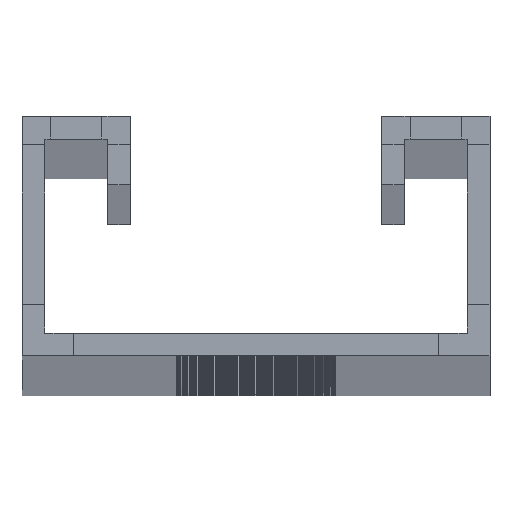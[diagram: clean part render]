
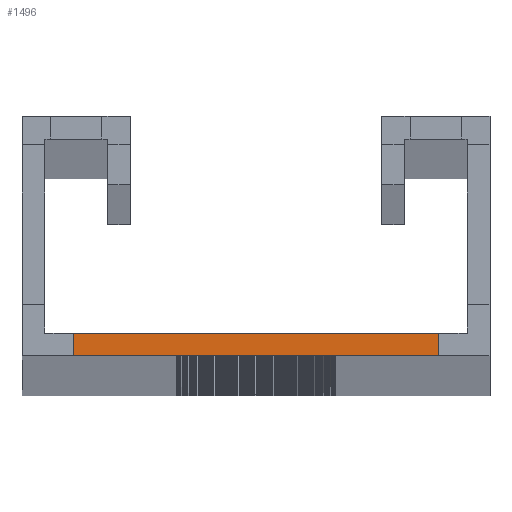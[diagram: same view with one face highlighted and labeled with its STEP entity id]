
A CAD part, top view. The second image highlights one B-rep face of the part: STEP entity #1496.
In plain terms, the highlighted planar face has unit normal (0, 0, 1).
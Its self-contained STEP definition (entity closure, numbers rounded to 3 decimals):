
#68 = DIRECTION ( 'NONE',  ( 0., 0., 1. ) ) ;
#181 = VECTOR ( 'NONE', #7080, 1000. ) ;
#708 = CARTESIAN_POINT ( 'NONE',  ( 16., 2., 2000. ) ) ;
#884 = CARTESIAN_POINT ( 'NONE',  ( 16., 2., 2000. ) ) ;
#1079 = EDGE_CURVE ( 'NONE', #1924, #8155, #8001, .T. ) ;
#1496 = ADVANCED_FACE ( 'NONE', ( #8087 ), #2572, .T. ) ;
#1924 = VERTEX_POINT ( 'NONE', #1979 ) ;
#1979 = CARTESIAN_POINT ( 'NONE',  ( -16., 2., 2000. ) ) ;
#2071 = EDGE_LOOP ( 'NONE', ( #2359, #4677, #6333, #6369 ) ) ;
#2359 = ORIENTED_EDGE ( 'NONE', *, *, #3854, .T. ) ;
#2572 = PLANE ( 'NONE',  #4781 ) ;
#2591 = VECTOR ( 'NONE', #3662, 1000. ) ;
#2703 = CARTESIAN_POINT ( 'NONE',  ( 16., 0., 2000. ) ) ;
#3002 = LINE ( 'NONE', #8236, #2591 ) ;
#3404 = CARTESIAN_POINT ( 'NONE',  ( -16., 0., 2000. ) ) ;
#3662 = DIRECTION ( 'NONE',  ( 1., 0., 0. ) ) ;
#3854 = EDGE_CURVE ( 'NONE', #8155, #6905, #3002, .T. ) ;
#3960 = EDGE_CURVE ( 'NONE', #6905, #4230, #4714, .T. ) ;
#4123 = CARTESIAN_POINT ( 'NONE',  ( -16., 2., 2000. ) ) ;
#4230 = VERTEX_POINT ( 'NONE', #884 ) ;
#4387 = LINE ( 'NONE', #708, #5199 ) ;
#4388 = CARTESIAN_POINT ( 'NONE',  ( 16., 0., 2000. ) ) ;
#4588 = DIRECTION ( 'NONE',  ( 1., 0., 0. ) ) ;
#4677 = ORIENTED_EDGE ( 'NONE', *, *, #3960, .T. ) ;
#4714 = LINE ( 'NONE', #4388, #181 ) ;
#4779 = DIRECTION ( 'NONE',  ( 0., -1., 0. ) ) ;
#4781 = AXIS2_PLACEMENT_3D ( 'NONE', #5208, #68, #4588 ) ;
#5199 = VECTOR ( 'NONE', #5231, 1000. ) ;
#5208 = CARTESIAN_POINT ( 'NONE',  ( 18.5, 4.5, 2000. ) ) ;
#5231 = DIRECTION ( 'NONE',  ( 1., 0., 0. ) ) ;
#6333 = ORIENTED_EDGE ( 'NONE', *, *, #6784, .F. ) ;
#6369 = ORIENTED_EDGE ( 'NONE', *, *, #1079, .T. ) ;
#6784 = EDGE_CURVE ( 'NONE', #1924, #4230, #4387, .T. ) ;
#6905 = VERTEX_POINT ( 'NONE', #2703 ) ;
#7080 = DIRECTION ( 'NONE',  ( 0., 1., 0. ) ) ;
#8001 = LINE ( 'NONE', #4123, #8103 ) ;
#8087 = FACE_OUTER_BOUND ( 'NONE', #2071, .T. ) ;
#8103 = VECTOR ( 'NONE', #4779, 1000. ) ;
#8155 = VERTEX_POINT ( 'NONE', #3404 ) ;
#8236 = CARTESIAN_POINT ( 'NONE',  ( 16., 0., 2000. ) ) ;
